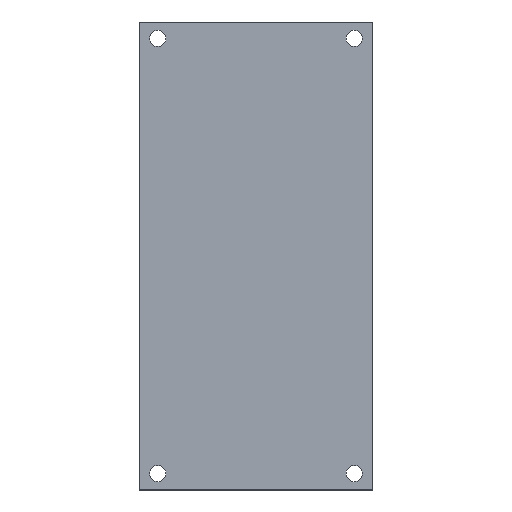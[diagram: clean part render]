
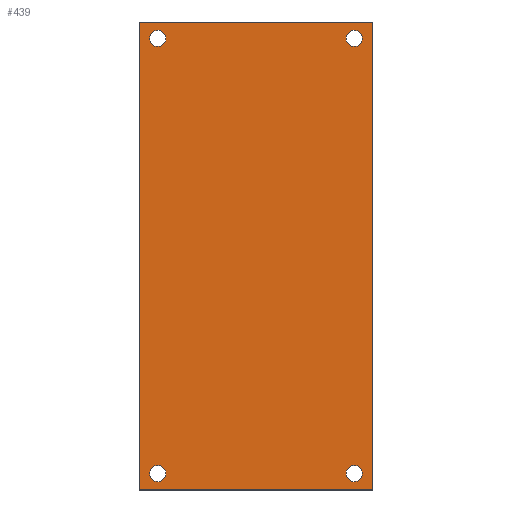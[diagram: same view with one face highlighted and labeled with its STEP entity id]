
A CAD part, top view. The second image highlights one B-rep face of the part: STEP entity #439.
In plain terms, the highlighted planar face has unit normal (0, 0, 1).
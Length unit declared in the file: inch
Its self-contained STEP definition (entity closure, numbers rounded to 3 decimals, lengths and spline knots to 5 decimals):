
#3 = EDGE_LOOP ( 'NONE', ( #381, #178 ) ) ;
#5 = CARTESIAN_POINT ( 'NONE',  ( -1.50048, -1.89729, 2.23087 ) ) ;
#6 = EDGE_CURVE ( 'NONE', #267, #75, #162, .T. ) ;
#14 = CARTESIAN_POINT ( 'NONE',  ( -4.26648, -2.11629, 2.23087 ) ) ;
#16 = DIRECTION ( 'NONE',  ( 0., 0., 1. ) ) ;
#22 = LINE ( 'NONE', #195, #30 ) ;
#30 = VECTOR ( 'NONE', #534, 39.37008 ) ;
#32 = AXIS2_PLACEMENT_3D ( 'NONE', #250, #518, #292 ) ;
#39 = AXIS2_PLACEMENT_3D ( 'NONE', #116, #414, #159 ) ;
#43 = VECTOR ( 'NONE', #239, 39.37008 ) ;
#46 = CIRCLE ( 'NONE', #39, 0.109 ) ;
#48 = VERTEX_POINT ( 'NONE', #249 ) ;
#54 = EDGE_LOOP ( 'NONE', ( #264, #242 ) ) ;
#60 = DIRECTION ( 'NONE',  ( 1., 0., 0. ) ) ;
#66 = VECTOR ( 'NONE', #176, 39.37008 ) ;
#72 = LINE ( 'NONE', #172, #66 ) ;
#75 = VERTEX_POINT ( 'NONE', #482 ) ;
#77 = LINE ( 'NONE', #337, #43 ) ;
#79 = AXIS2_PLACEMENT_3D ( 'NONE', #285, #16, #331 ) ;
#82 = AXIS2_PLACEMENT_3D ( 'NONE', #207, #478, #246 ) ;
#86 = AXIS2_PLACEMENT_3D ( 'NONE', #145, #438, #201 ) ;
#91 = VECTOR ( 'NONE', #60, 39.37008 ) ;
#94 = CIRCLE ( 'NONE', #481, 0.109 ) ;
#96 = CARTESIAN_POINT ( 'NONE',  ( -1.39148, 3.91471, 2.23087 ) ) ;
#105 = LINE ( 'NONE', #14, #91 ) ;
#116 = CARTESIAN_POINT ( 'NONE',  ( -4.01648, -1.89729, 2.23087 ) ) ;
#121 = CARTESIAN_POINT ( 'NONE',  ( -4.26648, 4.13371, 2.23087 ) ) ;
#125 = AXIS2_PLACEMENT_3D ( 'NONE', #468, #238, #509 ) ;
#137 = AXIS2_PLACEMENT_3D ( 'NONE', #96, #396, #139 ) ;
#139 = DIRECTION ( 'NONE',  ( 1., 0., 0. ) ) ;
#145 = CARTESIAN_POINT ( 'NONE',  ( -4.26648, -2.11629, 2.23087 ) ) ;
#150 = CARTESIAN_POINT ( 'NONE',  ( -4.26648, -2.11629, 2.23087 ) ) ;
#159 = DIRECTION ( 'NONE',  ( 1., 0., 0. ) ) ;
#162 = CIRCLE ( 'NONE', #446, 0.109 ) ;
#172 = CARTESIAN_POINT ( 'NONE',  ( -4.26648, 4.13371, 2.23087 ) ) ;
#175 = EDGE_CURVE ( 'NONE', #477, #286, #105, .T. ) ;
#176 = DIRECTION ( 'NONE',  ( 0., -1., 0. ) ) ;
#178 = ORIENTED_EDGE ( 'NONE', *, *, #403, .F. ) ;
#180 = CIRCLE ( 'NONE', #125, 0.109 ) ;
#187 = EDGE_CURVE ( 'NONE', #318, #276, #94, .T. ) ;
#189 = FACE_BOUND ( 'NONE', #54, .T. ) ;
#195 = CARTESIAN_POINT ( 'NONE',  ( -4.26648, 4.13371, 2.23087 ) ) ;
#198 = EDGE_CURVE ( 'NONE', #286, #424, #77, .T. ) ;
#201 = DIRECTION ( 'NONE',  ( 1., 0., 0. ) ) ;
#207 = CARTESIAN_POINT ( 'NONE',  ( -1.39148, -1.89729, 2.23087 ) ) ;
#211 = VERTEX_POINT ( 'NONE', #121 ) ;
#213 = EDGE_CURVE ( 'NONE', #424, #211, #22, .T. ) ;
#220 = CARTESIAN_POINT ( 'NONE',  ( -3.90748, 3.91471, 2.23087 ) ) ;
#222 = ORIENTED_EDGE ( 'NONE', *, *, #505, .F. ) ;
#233 = CIRCLE ( 'NONE', #79, 0.109 ) ;
#238 = DIRECTION ( 'NONE',  ( 0., 0., 1. ) ) ;
#239 = DIRECTION ( 'NONE',  ( 0., 1., 0. ) ) ;
#240 = CIRCLE ( 'NONE', #137, 0.109 ) ;
#242 = ORIENTED_EDGE ( 'NONE', *, *, #530, .F. ) ;
#245 = FACE_OUTER_BOUND ( 'NONE', #416, .T. ) ;
#246 = DIRECTION ( 'NONE',  ( -1., 0., 0. ) ) ;
#249 = CARTESIAN_POINT ( 'NONE',  ( -1.28248, -1.89729, 2.23087 ) ) ;
#250 = CARTESIAN_POINT ( 'NONE',  ( -4.01648, -1.89729, 2.23087 ) ) ;
#252 = ORIENTED_EDGE ( 'NONE', *, *, #342, .T. ) ;
#259 = CARTESIAN_POINT ( 'NONE',  ( -3.90748, -1.89729, 2.23087 ) ) ;
#264 = ORIENTED_EDGE ( 'NONE', *, *, #536, .F. ) ;
#267 = VERTEX_POINT ( 'NONE', #392 ) ;
#272 = ORIENTED_EDGE ( 'NONE', *, *, #485, .F. ) ;
#276 = VERTEX_POINT ( 'NONE', #459 ) ;
#284 = DIRECTION ( 'NONE',  ( 0., 0., 1. ) ) ;
#285 = CARTESIAN_POINT ( 'NONE',  ( -1.39148, -1.89729, 2.23087 ) ) ;
#286 = VERTEX_POINT ( 'NONE', #323 ) ;
#288 = ORIENTED_EDGE ( 'NONE', *, *, #175, .T. ) ;
#292 = DIRECTION ( 'NONE',  ( 1., 0., 0. ) ) ;
#297 = ORIENTED_EDGE ( 'NONE', *, *, #198, .T. ) ;
#302 = ORIENTED_EDGE ( 'NONE', *, *, #6, .F. ) ;
#309 = ORIENTED_EDGE ( 'NONE', *, *, #213, .T. ) ;
#310 = VERTEX_POINT ( 'NONE', #259 ) ;
#314 = ORIENTED_EDGE ( 'NONE', *, *, #375, .F. ) ;
#315 = FACE_BOUND ( 'NONE', #467, .T. ) ;
#318 = VERTEX_POINT ( 'NONE', #220 ) ;
#323 = CARTESIAN_POINT ( 'NONE',  ( -1.14148, -2.11629, 2.23087 ) ) ;
#331 = DIRECTION ( 'NONE',  ( -1., 0., 0. ) ) ;
#337 = CARTESIAN_POINT ( 'NONE',  ( -1.14148, 4.13371, 2.23087 ) ) ;
#342 = EDGE_CURVE ( 'NONE', #211, #477, #72, .T. ) ;
#358 = DIRECTION ( 'NONE',  ( -1., 0., 0. ) ) ;
#375 = EDGE_CURVE ( 'NONE', #75, #267, #240, .T. ) ;
#377 = EDGE_LOOP ( 'NONE', ( #272, #222 ) ) ;
#381 = ORIENTED_EDGE ( 'NONE', *, *, #187, .F. ) ;
#392 = CARTESIAN_POINT ( 'NONE',  ( -1.28248, 3.91471, 2.23087 ) ) ;
#393 = FACE_BOUND ( 'NONE', #3, .T. ) ;
#396 = DIRECTION ( 'NONE',  ( 0., 0., 1. ) ) ;
#397 = VERTEX_POINT ( 'NONE', #5 ) ;
#403 = EDGE_CURVE ( 'NONE', #276, #318, #180, .T. ) ;
#404 = DIRECTION ( 'NONE',  ( 0., 0., 1. ) ) ;
#407 = DIRECTION ( 'NONE',  ( 1., 0., 0. ) ) ;
#413 = FACE_BOUND ( 'NONE', #377, .T. ) ;
#414 = DIRECTION ( 'NONE',  ( 0., 0., 1. ) ) ;
#416 = EDGE_LOOP ( 'NONE', ( #252, #288, #297, #309 ) ) ;
#418 = CARTESIAN_POINT ( 'NONE',  ( -4.01648, 3.91471, 2.23087 ) ) ;
#424 = VERTEX_POINT ( 'NONE', #507 ) ;
#438 = DIRECTION ( 'NONE',  ( 0., 0., 1. ) ) ;
#439 = ADVANCED_FACE ( 'NONE', ( #189, #413, #393, #315, #245 ), #471, .T. ) ;
#446 = AXIS2_PLACEMENT_3D ( 'NONE', #516, #284, #407 ) ;
#455 = CIRCLE ( 'NONE', #82, 0.109 ) ;
#457 = CIRCLE ( 'NONE', #32, 0.109 ) ;
#459 = CARTESIAN_POINT ( 'NONE',  ( -4.12548, 3.91471, 2.23087 ) ) ;
#467 = EDGE_LOOP ( 'NONE', ( #302, #314 ) ) ;
#468 = CARTESIAN_POINT ( 'NONE',  ( -4.01648, 3.91471, 2.23087 ) ) ;
#471 = PLANE ( 'NONE',  #86 ) ;
#477 = VERTEX_POINT ( 'NONE', #150 ) ;
#478 = DIRECTION ( 'NONE',  ( 0., 0., 1. ) ) ;
#480 = CARTESIAN_POINT ( 'NONE',  ( -4.12548, -1.89729, 2.23087 ) ) ;
#481 = AXIS2_PLACEMENT_3D ( 'NONE', #418, #404, #358 ) ;
#482 = CARTESIAN_POINT ( 'NONE',  ( -1.50048, 3.91471, 2.23087 ) ) ;
#485 = EDGE_CURVE ( 'NONE', #48, #397, #233, .T. ) ;
#505 = EDGE_CURVE ( 'NONE', #397, #48, #455, .T. ) ;
#507 = CARTESIAN_POINT ( 'NONE',  ( -1.14148, 4.13371, 2.23087 ) ) ;
#509 = DIRECTION ( 'NONE',  ( -1., 0., 0. ) ) ;
#516 = CARTESIAN_POINT ( 'NONE',  ( -1.39148, 3.91471, 2.23087 ) ) ;
#518 = DIRECTION ( 'NONE',  ( 0., 0., 1. ) ) ;
#530 = EDGE_CURVE ( 'NONE', #533, #310, #46, .T. ) ;
#533 = VERTEX_POINT ( 'NONE', #480 ) ;
#534 = DIRECTION ( 'NONE',  ( -1., 0., 0. ) ) ;
#536 = EDGE_CURVE ( 'NONE', #310, #533, #457, .T. ) ;
